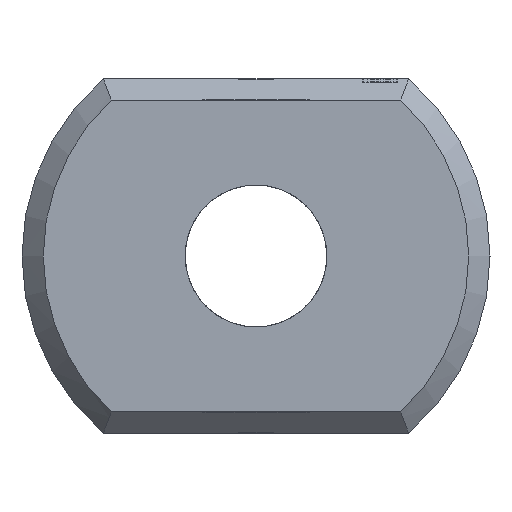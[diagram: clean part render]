
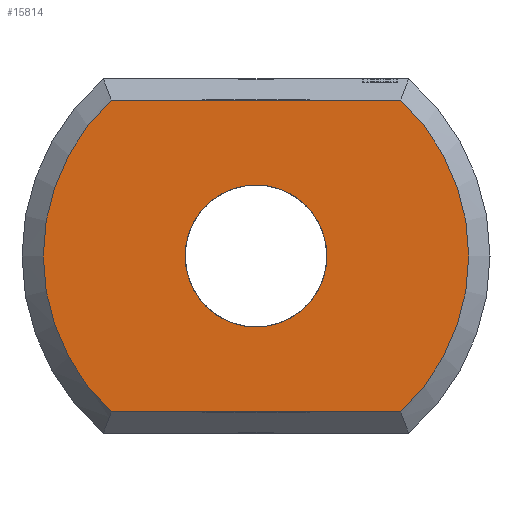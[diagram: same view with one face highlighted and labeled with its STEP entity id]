
A CAD part, left-side view. The second image highlights one B-rep face of the part: STEP entity #15814.
In plain terms, the highlighted planar face has unit normal (-1, 0, 0).
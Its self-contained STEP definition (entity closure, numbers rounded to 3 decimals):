
#3908 = VERTEX_POINT('',#3909);
#3909 = CARTESIAN_POINT('',(0.,-2.04,2.2));
#3918 = VERTEX_POINT('',#3919);
#3919 = CARTESIAN_POINT('',(0.,-2.04,-2.2));
#3926 = EDGE_CURVE('',#3908,#3918,#3927,.T.);
#3927 = CIRCLE('',#3928,3.);
#3928 = AXIS2_PLACEMENT_3D('',#3929,#3930,#3931);
#3929 = CARTESIAN_POINT('',(0.,0.,0.));
#3930 = DIRECTION('',(1.,0.,0.));
#3931 = DIRECTION('',(0.,-0.653,0.758)
  );
#4830 = VERTEX_POINT('',#4831);
#4831 = CARTESIAN_POINT('',(0.,2.04,2.2));
#4838 = EDGE_CURVE('',#3908,#4830,#4839,.T.);
#4839 = LINE('',#4840,#4841);
#4840 = CARTESIAN_POINT('',(0.,-2.154,2.2));
#4841 = VECTOR('',#4842,1.);
#4842 = DIRECTION('',(0.,1.,0.));
#15814 = ADVANCED_FACE('',(#15815,#15834),#15845,.F.);
#15815 = FACE_BOUND('',#15816,.F.);
#15816 = EDGE_LOOP('',(#15817,#15826,#15827,#15828));
#15817 = ORIENTED_EDGE('',*,*,#15818,.T.);
#15818 = EDGE_CURVE('',#15819,#4830,#15821,.T.);
#15819 = VERTEX_POINT('',#15820);
#15820 = CARTESIAN_POINT('',(0.,2.04,-2.2));
#15821 = CIRCLE('',#15822,3.);
#15822 = AXIS2_PLACEMENT_3D('',#15823,#15824,#15825);
#15823 = CARTESIAN_POINT('',(0.,0.,0.));
#15824 = DIRECTION('',(1.,0.,0.));
#15825 = DIRECTION('',(0.,0.653,-0.758)
  );
#15826 = ORIENTED_EDGE('',*,*,#4838,.F.);
#15827 = ORIENTED_EDGE('',*,*,#3926,.T.);
#15828 = ORIENTED_EDGE('',*,*,#15829,.T.);
#15829 = EDGE_CURVE('',#3918,#15819,#15830,.T.);
#15830 = LINE('',#15831,#15832);
#15831 = CARTESIAN_POINT('',(0.,-2.154,-2.2));
#15832 = VECTOR('',#15833,1.);
#15833 = DIRECTION('',(0.,1.,0.));
#15834 = FACE_BOUND('',#15835,.T.);
#15835 = EDGE_LOOP('',(#15836));
#15836 = ORIENTED_EDGE('',*,*,#15837,.T.);
#15837 = EDGE_CURVE('',#15838,#15838,#15840,.T.);
#15838 = VERTEX_POINT('',#15839);
#15839 = CARTESIAN_POINT('',(0.,1.,0.)
  );
#15840 = CIRCLE('',#15841,1.);
#15841 = AXIS2_PLACEMENT_3D('',#15842,#15843,#15844);
#15842 = CARTESIAN_POINT('',(0.,0.,0.));
#15843 = DIRECTION('',(1.,0.,0.));
#15844 = DIRECTION('',(0.,1.,0.));
#15845 = PLANE('',#15846);
#15846 = AXIS2_PLACEMENT_3D('',#15847,#15848,#15849);
#15847 = CARTESIAN_POINT('',(0.,0.,0.));
#15848 = DIRECTION('',(1.,0.,0.));
#15849 = DIRECTION('',(0.,0.,1.));
